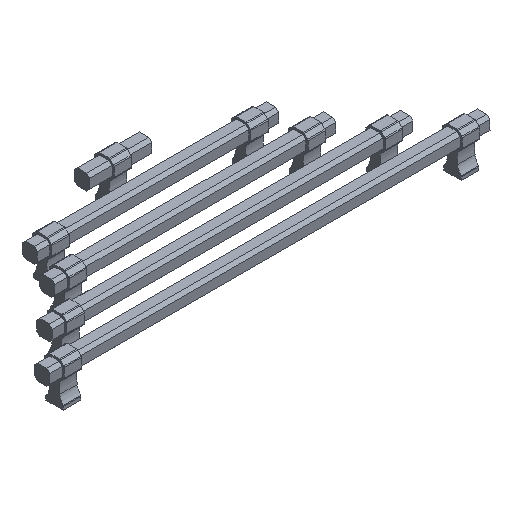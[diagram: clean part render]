
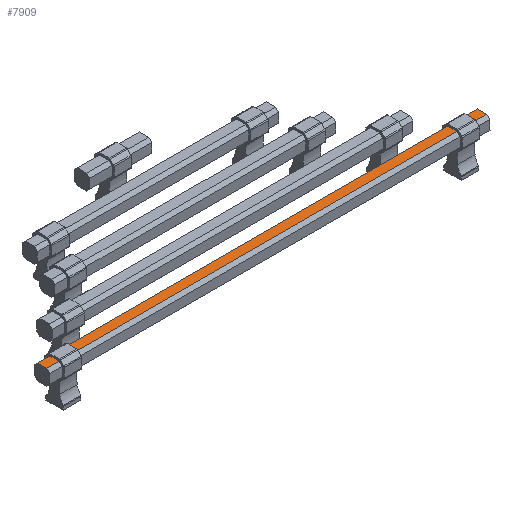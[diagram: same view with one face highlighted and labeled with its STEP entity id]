
A CAD part, isometric view. The second image highlights one B-rep face of the part: STEP entity #7909.
In plain terms, the highlighted planar face has unit normal (0, 0, 1).
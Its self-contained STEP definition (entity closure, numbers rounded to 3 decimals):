
#256=PLANE('',#8660);
#623=LINE('',#11435,#1374);
#625=LINE('',#11439,#1376);
#626=LINE('',#11441,#1377);
#627=LINE('',#11442,#1378);
#1374=VECTOR('',#9339,10.);
#1376=VECTOR('',#9343,10.);
#1377=VECTOR('',#9344,10.);
#1378=VECTOR('',#9345,10.);
#2082=FACE_OUTER_BOUND('',#2509,.T.);
#2509=EDGE_LOOP('',(#5370,#5371,#5372,#5373));
#3321=VERTEX_POINT('',#11432);
#3322=VERTEX_POINT('',#11434);
#3323=VERTEX_POINT('',#11438);
#3324=VERTEX_POINT('',#11440);
#4105=EDGE_CURVE('',#3321,#3322,#623,.T.);
#4107=EDGE_CURVE('',#3321,#3323,#625,.T.);
#4108=EDGE_CURVE('',#3323,#3324,#626,.T.);
#4109=EDGE_CURVE('',#3322,#3324,#627,.T.);
#5370=ORIENTED_EDGE('',*,*,#4107,.T.);
#5371=ORIENTED_EDGE('',*,*,#4108,.T.);
#5372=ORIENTED_EDGE('',*,*,#4109,.F.);
#5373=ORIENTED_EDGE('',*,*,#4105,.F.);
#7909=ADVANCED_FACE('',(#2082),#256,.T.);
#8660=AXIS2_PLACEMENT_3D('',#11437,#9341,#9342);
#9339=DIRECTION('',(-1.,0.,0.));
#9341=DIRECTION('center_axis',(0.,0.,1.));
#9342=DIRECTION('ref_axis',(1.,0.,0.));
#9343=DIRECTION('',(0.,1.,0.));
#9344=DIRECTION('',(-1.,0.,0.));
#9345=DIRECTION('',(0.,1.,0.));
#11432=CARTESIAN_POINT('',(177.,-32.279,32.436));
#11434=CARTESIAN_POINT('',(-177.,-32.279,32.436));
#11435=CARTESIAN_POINT('',(177.,-32.279,32.436));
#11437=CARTESIAN_POINT('Origin',(177.,-28.5,32.436));
#11438=CARTESIAN_POINT('',(177.,-24.721,32.436));
#11439=CARTESIAN_POINT('',(177.,-32.279,32.436));
#11440=CARTESIAN_POINT('',(-177.,-24.721,32.436));
#11441=CARTESIAN_POINT('',(177.,-24.721,32.436));
#11442=CARTESIAN_POINT('',(-177.,-32.279,32.436));
